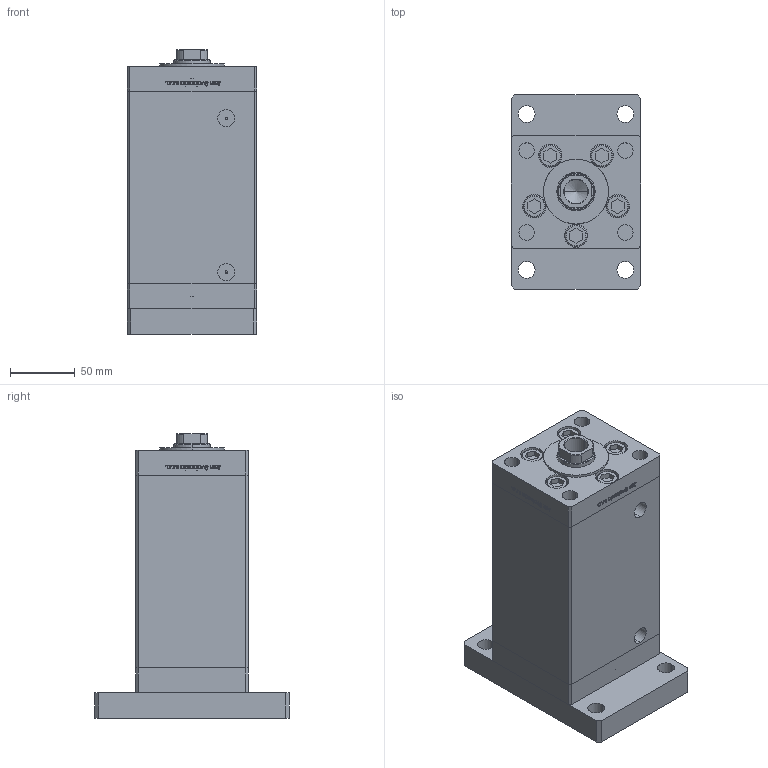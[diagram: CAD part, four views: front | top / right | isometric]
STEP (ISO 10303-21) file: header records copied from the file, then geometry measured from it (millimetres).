
FILE_DESCRIPTION (( 'STEP AP203' ), '1' );
FILE_NAME ('9caa.STEP', '2026-01-26T07:51:30', ( '' ), ( '' ), 'SwSTEP 2.0', 'SolidWorks 2019', '' );
FILE_SCHEMA (( 'CONFIG_CONTROL_DESIGN' ));
Length unit declared in the file: millimetre
Products named in the file (7): V220C BACK_G 5b6c13ac8c8d722dd6c6cff92314e3cd; V220C_FRONT_G 5b6c13ac8c8d722dd6c6cff92314e3cd; V220C_G_MIDDLE 5b6c13ac8c8d722dd6c6cff92314e3cd; 9caa; V220C_VC_G 5b6c13ac8c8d722dd6c6cff92314e3cd; V220C_F 5b6c13ac8c8d722dd6c6cff92314e3cd; ALLEN BOLT 5b6c13ac8c8d722dd6c6cff92314e3cd
Assembly tree (19 placements, depth 2):
  9caa
    V220C BACK_G 5b6c13ac8c8d722dd6c6cff92314e3cd
    V220C_FRONT_G 5b6c13ac8c8d722dd6c6cff92314e3cd
    V220C_G_MIDDLE 5b6c13ac8c8d722dd6c6cff92314e3cd
    ALLEN BOLT 5b6c13ac8c8d722dd6c6cff92314e3cd  x14
    V220C_F 5b6c13ac8c8d722dd6c6cff92314e3cd
    V220C_VC_G 5b6c13ac8c8d722dd6c6cff92314e3cd
Bounding box: 100 x 150 x 219.5 mm (x, y, z)
Volume: 1697401.5 mm3; surface area: 256566.3 mm2
Topology: 19 solids, 19 shells, 1310 faces, 3250 edges, 2122 vertices
Faces by surface type: plane 517, bspline 484, cylinder 187, cone 62, torus 60
Entity records: 53695 total; most frequent: CARTESIAN_POINT 30453, ORIENTED_EDGE 5300, DIRECTION 3098, EDGE_CURVE 2650, VERTEX_POINT 1758, LINE 1368, VECTOR 1368, EDGE_LOOP 1204
